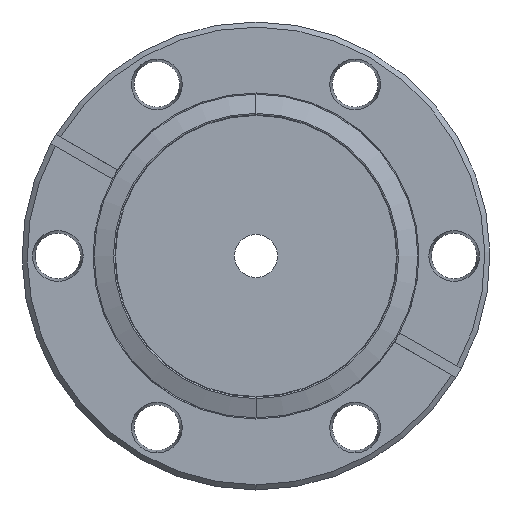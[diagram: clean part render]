
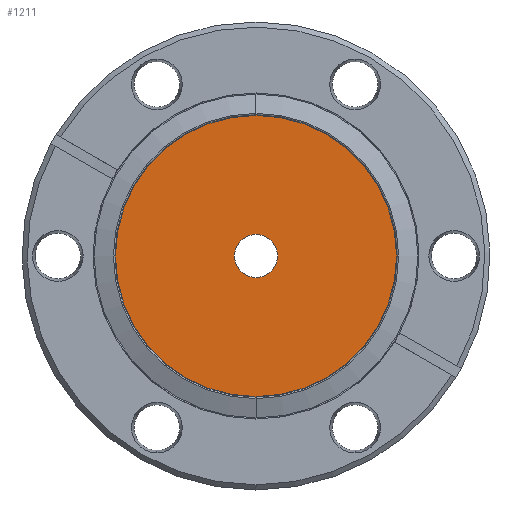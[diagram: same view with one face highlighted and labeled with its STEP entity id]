
A CAD part, left-side view. The second image highlights one B-rep face of the part: STEP entity #1211.
In plain terms, the highlighted planar face has unit normal (-1, 0, 0).
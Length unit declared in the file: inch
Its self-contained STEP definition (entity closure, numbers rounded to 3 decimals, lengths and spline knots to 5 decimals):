
#13 = EDGE_LOOP ( 'NONE', ( #1405, #2147 ) ) ;
#19 = CIRCLE ( 'NONE', #1526, 0.126 ) ;
#24 = ORIENTED_EDGE ( 'NONE', *, *, #976, .T. ) ;
#135 = CARTESIAN_POINT ( 'NONE',  ( 0.051, 0., 0.82 ) ) ;
#208 = DIRECTION ( 'NONE',  ( 0., 0., -1. ) ) ;
#435 = EDGE_CURVE ( 'NONE', #1813, #2192, #19, .T. ) ;
#528 = DIRECTION ( 'NONE',  ( -1., 0., 0. ) ) ;
#543 = DIRECTION ( 'NONE',  ( -1., 0., 0. ) ) ;
#580 = DIRECTION ( 'NONE',  ( 1., 0., 0. ) ) ;
#604 = ORIENTED_EDGE ( 'NONE', *, *, #1707, .T. ) ;
#676 = CIRCLE ( 'NONE', #1240, 0.82 ) ;
#782 = CARTESIAN_POINT ( 'NONE',  ( 0.051, 0., 0. ) ) ;
#958 = DIRECTION ( 'NONE',  ( 0., 0., -1. ) ) ;
#976 = EDGE_CURVE ( 'NONE', #1894, #2063, #676, .T. ) ;
#991 = AXIS2_PLACEMENT_3D ( 'NONE', #1004, #580, #1817 ) ;
#1004 = CARTESIAN_POINT ( 'NONE',  ( 0.051, 0.825, 0. ) ) ;
#1052 = EDGE_LOOP ( 'NONE', ( #24, #604 ) ) ;
#1056 = PLANE ( 'NONE',  #991 ) ;
#1101 = EDGE_CURVE ( 'NONE', #2192, #1813, #2673, .T. ) ;
#1211 = ADVANCED_FACE ( 'NONE', ( #1859, #1411 ), #1056, .F. ) ;
#1240 = AXIS2_PLACEMENT_3D ( 'NONE', #782, #528, #958 ) ;
#1283 = CARTESIAN_POINT ( 'NONE',  ( 0.051, 0., 0. ) ) ;
#1335 = CARTESIAN_POINT ( 'NONE',  ( 0.051, 0., 0. ) ) ;
#1365 = DIRECTION ( 'NONE',  ( 0., 0., 1. ) ) ;
#1405 = ORIENTED_EDGE ( 'NONE', *, *, #1101, .F. ) ;
#1411 = FACE_BOUND ( 'NONE', #13, .T. ) ;
#1526 = AXIS2_PLACEMENT_3D ( 'NONE', #1283, #1880, #2260 ) ;
#1626 = CARTESIAN_POINT ( 'NONE',  ( 0.051, 0., -0.126 ) ) ;
#1707 = EDGE_CURVE ( 'NONE', #2063, #1894, #2435, .T. ) ;
#1813 = VERTEX_POINT ( 'NONE', #1626 ) ;
#1817 = DIRECTION ( 'NONE',  ( 0., 0., -1. ) ) ;
#1859 = FACE_OUTER_BOUND ( 'NONE', #1052, .T. ) ;
#1880 = DIRECTION ( 'NONE',  ( -1., 0., 0. ) ) ;
#1884 = CARTESIAN_POINT ( 'NONE',  ( 0.051, 0., -0.82 ) ) ;
#1894 = VERTEX_POINT ( 'NONE', #1884 ) ;
#2063 = VERTEX_POINT ( 'NONE', #135 ) ;
#2147 = ORIENTED_EDGE ( 'NONE', *, *, #435, .F. ) ;
#2192 = VERTEX_POINT ( 'NONE', #2470 ) ;
#2239 = DIRECTION ( 'NONE',  ( -1., 0., 0. ) ) ;
#2260 = DIRECTION ( 'NONE',  ( 0., 0., 1. ) ) ;
#2277 = AXIS2_PLACEMENT_3D ( 'NONE', #2400, #543, #1365 ) ;
#2400 = CARTESIAN_POINT ( 'NONE',  ( 0.051, 0., 0. ) ) ;
#2435 = CIRCLE ( 'NONE', #2482, 0.82 ) ;
#2470 = CARTESIAN_POINT ( 'NONE',  ( 0.051, 0., 0.126 ) ) ;
#2482 = AXIS2_PLACEMENT_3D ( 'NONE', #1335, #2239, #208 ) ;
#2673 = CIRCLE ( 'NONE', #2277, 0.126 ) ;
